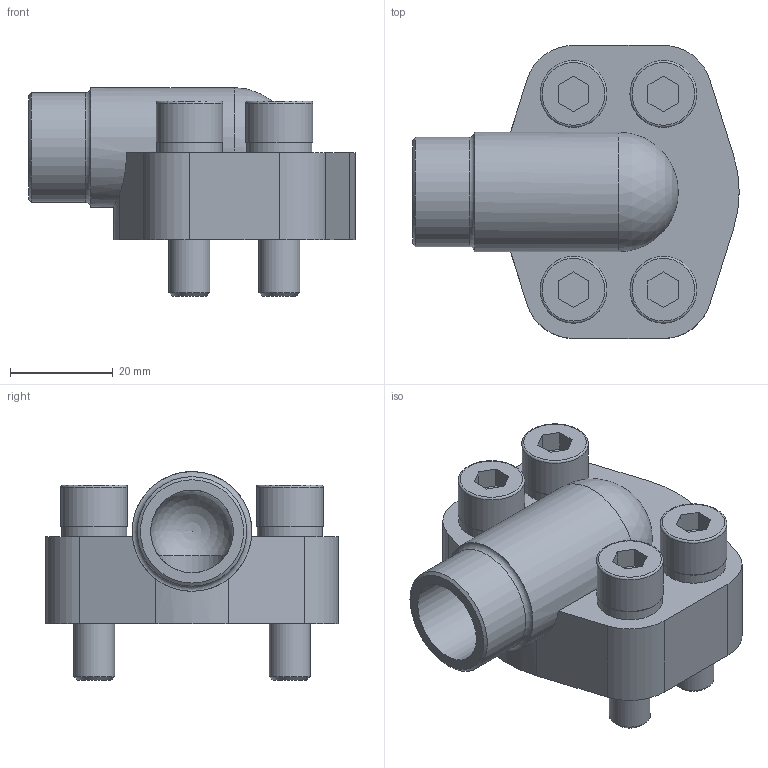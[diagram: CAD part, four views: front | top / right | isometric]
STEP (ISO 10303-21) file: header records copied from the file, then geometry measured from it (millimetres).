
FILE_DESCRIPTION(/* description */ ('STEP AP203'),/* implementation_level */ '2;1');
FILE_NAME(/* name */ 'SAE-Elbow Butt Weld Flange Connection AFW 13-3-21.3x2.6-01',/* time_stamp */ '2025-01-21T10:11:25+01:00',/* author */ ('License CC BY-ND 4.0'),/* organization */ ('CADENAS'),/* preprocessor_version */ 'ST-DEVELOPER v19.3',/* originating_system */ 'PARTsolutions',/* authorisation */ ' ');
FILE_SCHEMA (('CONFIG_CONTROL_DESIGN'));
Length unit declared in the file: millimetre
Products named in the file (1): SAE Winkelflanschanschluss AFW 13-3-21.3x2.6-01
Bounding box: 63.5 x 57 x 40.65 mm (x, y, z)
Volume: 47229.7 mm3; surface area: 19639.5 mm2
Topology: 1 solids, 3 shells, 109 faces, 234 edges, 152 vertices
Faces by surface type: plane 60, cylinder 34, torus 8, cone 5, sphere 2
Full cylindrical faces by diameter (mm): 8 x4, 8.1 x4, 9 x4, 12.7 x4, 13 x5, 16.1 x1, 18.84 x2, 21.3 x1, 23.3 x1, 25.5 x2
Entity records: 3455 total; most frequent: DIRECTION 480, CARTESIAN_POINT 449, ORIENTED_EDGE 362, AXIS2_PLACEMENT_3D 191, EDGE_CURVE 181, EDGE_LOOP 179, FACE_BOUND 179, VERTEX_POINT 142
